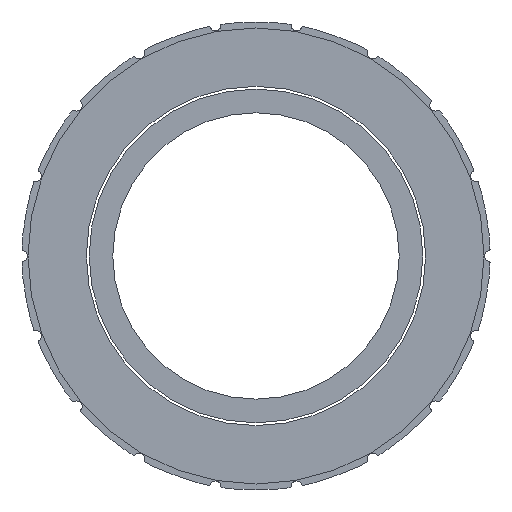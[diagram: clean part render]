
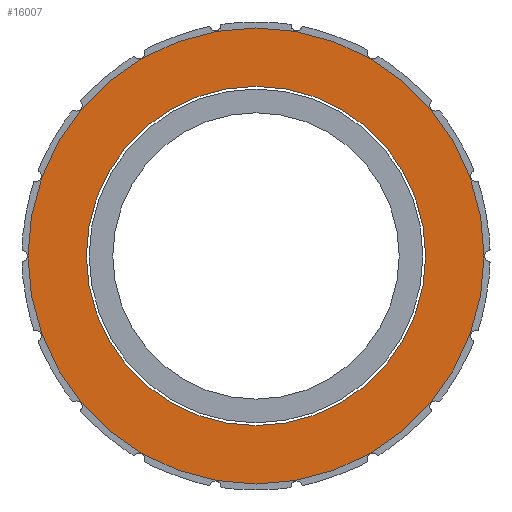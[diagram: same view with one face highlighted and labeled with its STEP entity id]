
A CAD part, left-side view. The second image highlights one B-rep face of the part: STEP entity #16007.
In plain terms, the highlighted planar face has unit normal (-1, 0, 0).
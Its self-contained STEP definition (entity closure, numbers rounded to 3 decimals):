
#1438 = CARTESIAN_POINT ( 'NONE',  ( -36.4, 0., -30.8 ) ) ;
#2264 = CIRCLE ( 'NONE', #22583, 41.4 ) ;
#3792 = FACE_OUTER_BOUND ( 'NONE', #7028, .T. ) ;
#4588 = DIRECTION ( 'NONE',  ( -1., 0., 0. ) ) ;
#4844 = EDGE_CURVE ( 'NONE', #5165, #40624, #53785, .T. ) ;
#5165 = VERTEX_POINT ( 'NONE', #1438 ) ;
#6166 = EDGE_CURVE ( 'NONE', #48277, #15301, #2264, .T. ) ;
#7028 = EDGE_LOOP ( 'NONE', ( #9900, #50896 ) ) ;
#9752 = EDGE_CURVE ( 'NONE', #15301, #48277, #9856, .T. ) ;
#9856 = CIRCLE ( 'NONE', #12486, 41.4 ) ;
#9900 = ORIENTED_EDGE ( 'NONE', *, *, #6166, .F. ) ;
#12486 = AXIS2_PLACEMENT_3D ( 'NONE', #15320, #40901, #32241 ) ;
#13193 = DIRECTION ( 'NONE',  ( 1., 0., 0. ) ) ;
#13860 = DIRECTION ( 'NONE',  ( 0., 0., -1. ) ) ;
#15301 = VERTEX_POINT ( 'NONE', #20579 ) ;
#15320 = CARTESIAN_POINT ( 'NONE',  ( -36.4, 0., 0. ) ) ;
#16007 = ADVANCED_FACE ( 'NONE', ( #50044, #3792 ), #16756, .T. ) ;
#16756 = PLANE ( 'NONE',  #53518 ) ;
#17181 = DIRECTION ( 'NONE',  ( 1., 0., 0. ) ) ;
#17490 = CARTESIAN_POINT ( 'NONE',  ( -36.4, 0., 0. ) ) ;
#19991 = CIRCLE ( 'NONE', #47458, 30.8 ) ;
#20579 = CARTESIAN_POINT ( 'NONE',  ( -36.4, 0., 41.4 ) ) ;
#22583 = AXIS2_PLACEMENT_3D ( 'NONE', #17490, #26830, #51049 ) ;
#23224 = CARTESIAN_POINT ( 'NONE',  ( -36.4, 0., 30.8 ) ) ;
#25252 = ORIENTED_EDGE ( 'NONE', *, *, #4844, .T. ) ;
#26830 = DIRECTION ( 'NONE',  ( 1., 0., 0. ) ) ;
#28393 = EDGE_LOOP ( 'NONE', ( #25252, #40942 ) ) ;
#29798 = CARTESIAN_POINT ( 'NONE',  ( -36.4, 41.4, 0. ) ) ;
#32241 = DIRECTION ( 'NONE',  ( 0., 0., -1. ) ) ;
#37006 = AXIS2_PLACEMENT_3D ( 'NONE', #46746, #13193, #46470 ) ;
#38091 = EDGE_CURVE ( 'NONE', #40624, #5165, #19991, .T. ) ;
#40624 = VERTEX_POINT ( 'NONE', #23224 ) ;
#40901 = DIRECTION ( 'NONE',  ( 1., 0., 0. ) ) ;
#40942 = ORIENTED_EDGE ( 'NONE', *, *, #38091, .T. ) ;
#42473 = CARTESIAN_POINT ( 'NONE',  ( -36.4, 0., 0. ) ) ;
#45305 = CARTESIAN_POINT ( 'NONE',  ( -36.4, 0., -41.4 ) ) ;
#46425 = DIRECTION ( 'NONE',  ( 0., 0., 1. ) ) ;
#46470 = DIRECTION ( 'NONE',  ( 0., 0., -1. ) ) ;
#46746 = CARTESIAN_POINT ( 'NONE',  ( -36.4, 0., 0. ) ) ;
#47458 = AXIS2_PLACEMENT_3D ( 'NONE', #42473, #17181, #13860 ) ;
#48277 = VERTEX_POINT ( 'NONE', #45305 ) ;
#50044 = FACE_BOUND ( 'NONE', #28393, .T. ) ;
#50896 = ORIENTED_EDGE ( 'NONE', *, *, #9752, .F. ) ;
#51049 = DIRECTION ( 'NONE',  ( 0., 0., -1. ) ) ;
#53518 = AXIS2_PLACEMENT_3D ( 'NONE', #29798, #4588, #46425 ) ;
#53785 = CIRCLE ( 'NONE', #37006, 30.8 ) ;
